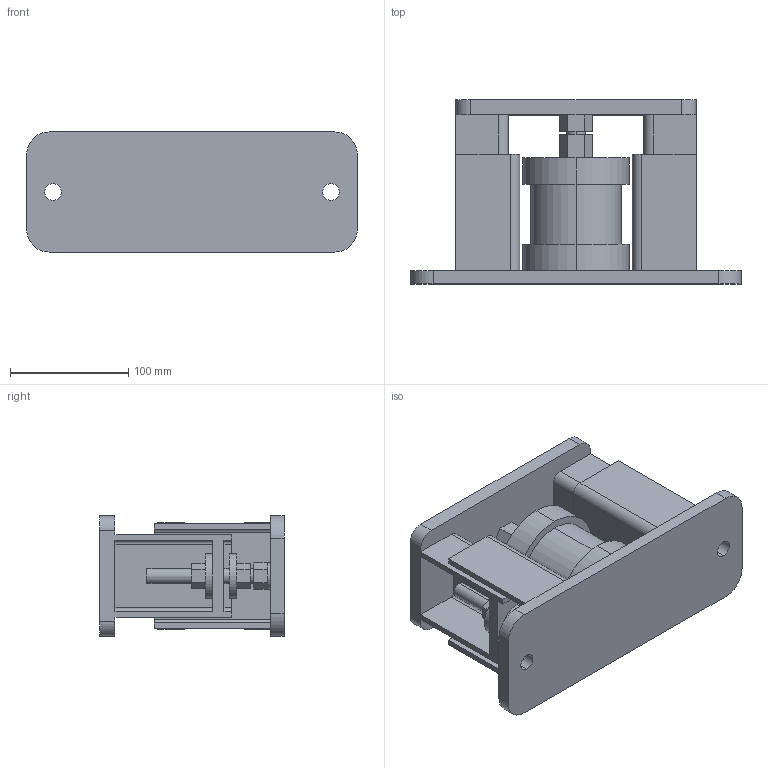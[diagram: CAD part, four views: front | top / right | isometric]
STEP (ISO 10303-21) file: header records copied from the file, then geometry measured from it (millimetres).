
FILE_DESCRIPTION (( 'STEP AP203' ), '1' );
FILE_NAME ('SRMF-1-350 Rev Q.STEP', '2024-11-15T21:50:09', ( '' ), ( '' ), 'SwSTEP 2.0', 'SolidWorks 2016', '' );
FILE_SCHEMA (( 'CONFIG_CONTROL_DESIGN' ));
Length unit declared in the file: inch
Products named in the file (1): SRMF-1-350 Rev Q
Bounding box: 279.4 x 155.57 x 101.6 mm (x, y, z)
Volume: 1515468.2 mm3; surface area: 300190.4 mm2
Topology: 1 solids, 1 shells, 192 faces, 490 edges, 326 vertices
Faces by surface type: plane 126, cylinder 66
Entity records: 5907 total; most frequent: DIRECTION 1010, CARTESIAN_POINT 1009, ORIENTED_EDGE 980, EDGE_CURVE 490, VECTOR 356, LINE 356, AXIS2_PLACEMENT_3D 327, VERTEX_POINT 326
